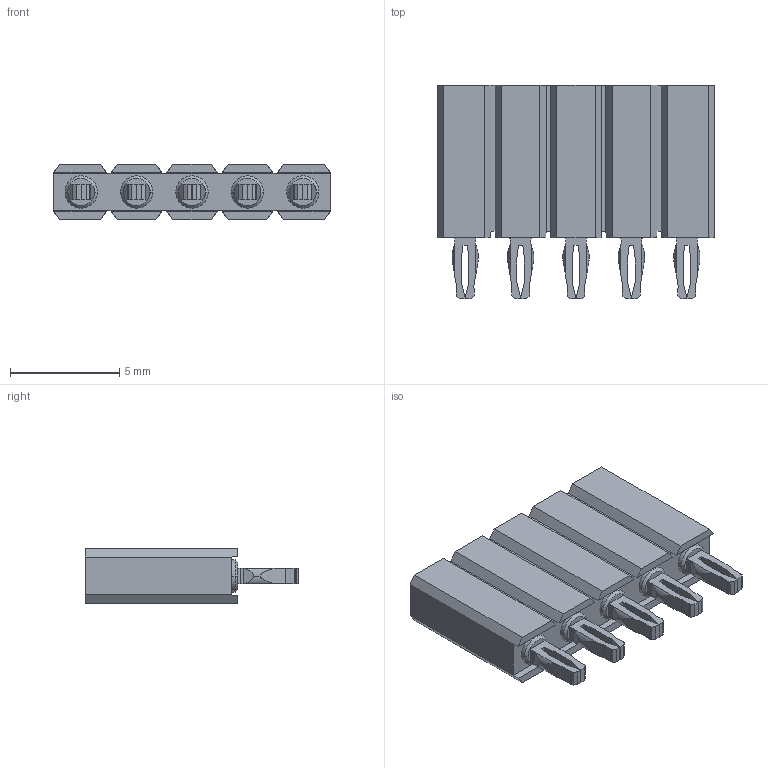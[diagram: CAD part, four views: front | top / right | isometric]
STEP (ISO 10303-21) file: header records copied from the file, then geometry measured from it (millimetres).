
FILE_DESCRIPTION(('STEP AP203'),'1');
FILE_NAME('pcb_connector_801-87-005-65-001101.stp','2021-08-19T07:10:28',('TraceParts'),('TraceParts S.A.'),'Spatial InterOp 3D',' ',' ');
FILE_SCHEMA(('CONFIG_CONTROL_DESIGN'));
Length unit declared in the file: millimetre
Products named in the file (1): 1
Bounding box: 12.7 x 9.8 x 2.54 mm (x, y, z)
Volume: 182.5 mm3; surface area: 527.4 mm2
Topology: 1 solids, 1 shells, 467 faces, 1190 edges, 735 vertices
Faces by surface type: plane 207, cylinder 140, cone 100, torus 20
Entity records: 14038 total; most frequent: CARTESIAN_POINT 2583, DIRECTION 2436, ORIENTED_EDGE 2360, EDGE_CURVE 1180, AXIS2_PLACEMENT_3D 828, LINE 780, VECTOR 780, VERTEX_POINT 735
